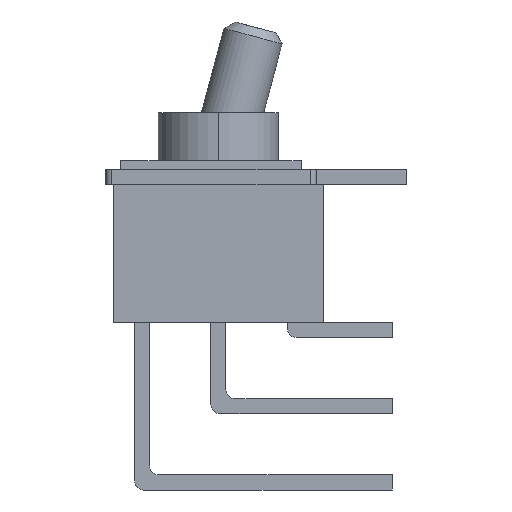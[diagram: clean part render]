
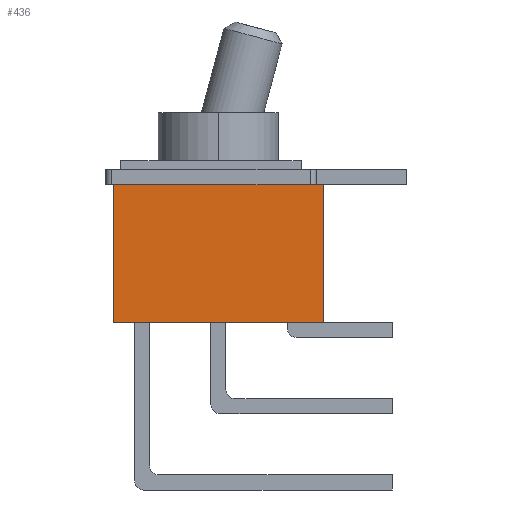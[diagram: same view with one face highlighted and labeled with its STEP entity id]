
A CAD part, left-side view. The second image highlights one B-rep face of the part: STEP entity #436.
In plain terms, the highlighted planar face has unit normal (-1, 0, 0).
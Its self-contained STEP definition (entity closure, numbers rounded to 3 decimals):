
#109 = VERTEX_POINT ( 'NONE', #2184 ) ;
#156 = EDGE_CURVE ( 'NONE', #109, #351, #894, .T. ) ;
#351 = VERTEX_POINT ( 'NONE', #494 ) ;
#391 = DIRECTION ( 'NONE',  ( 0., 1., 0. ) ) ;
#436 = ADVANCED_FACE ( 'NONE', ( #1927 ), #2485, .F. ) ;
#479 = EDGE_CURVE ( 'NONE', #679, #993, #3311, .T. ) ;
#482 = DIRECTION ( 'NONE',  ( 0., 0., 1. ) ) ;
#494 = CARTESIAN_POINT ( 'NONE',  ( 0., 3.272, -1.366 ) ) ;
#538 = ORIENTED_EDGE ( 'NONE', *, *, #156, .F. ) ;
#564 = EDGE_CURVE ( 'NONE', #993, #109, #1524, .T. ) ;
#574 = CARTESIAN_POINT ( 'NONE',  ( 0., 0., 0. ) ) ;
#640 = DIRECTION ( 'NONE',  ( 0., -1., 0. ) ) ;
#679 = VERTEX_POINT ( 'NONE', #2072 ) ;
#698 = VECTOR ( 'NONE', #1754, 1000. ) ;
#846 = VECTOR ( 'NONE', #482, 1000. ) ;
#894 = LINE ( 'NONE', #2783, #1711 ) ;
#993 = VERTEX_POINT ( 'NONE', #3400 ) ;
#1524 = LINE ( 'NONE', #2056, #698 ) ;
#1711 = VECTOR ( 'NONE', #391, 1000. ) ;
#1754 = DIRECTION ( 'NONE',  ( 0., 0., -1. ) ) ;
#1851 = ORIENTED_EDGE ( 'NONE', *, *, #2013, .F. ) ;
#1927 = FACE_OUTER_BOUND ( 'NONE', #2481, .T. ) ;
#1946 = DIRECTION ( 'NONE',  ( 0., 0., -1. ) ) ;
#2013 = EDGE_CURVE ( 'NONE', #351, #679, #3183, .T. ) ;
#2056 = CARTESIAN_POINT ( 'NONE',  ( 0., -3.728, 4.034 ) ) ;
#2064 = CARTESIAN_POINT ( 'NONE',  ( 0., 3.272, 4.034 ) ) ;
#2072 = CARTESIAN_POINT ( 'NONE',  ( 0., 3.272, 3.234 ) ) ;
#2111 = AXIS2_PLACEMENT_3D ( 'NONE', #574, #3292, #1946 ) ;
#2184 = CARTESIAN_POINT ( 'NONE',  ( 0., -3.728, -1.366 ) ) ;
#2255 = ORIENTED_EDGE ( 'NONE', *, *, #564, .F. ) ;
#2481 = EDGE_LOOP ( 'NONE', ( #3158, #1851, #538, #2255 ) ) ;
#2485 = PLANE ( 'NONE',  #2111 ) ;
#2783 = CARTESIAN_POINT ( 'NONE',  ( 0., 3.272, -1.366 ) ) ;
#3050 = CARTESIAN_POINT ( 'NONE',  ( 0., 3.272, 3.234 ) ) ;
#3158 = ORIENTED_EDGE ( 'NONE', *, *, #479, .F. ) ;
#3183 = LINE ( 'NONE', #2064, #846 ) ;
#3292 = DIRECTION ( 'NONE',  ( 1., 0., 0. ) ) ;
#3311 = LINE ( 'NONE', #3050, #3393 ) ;
#3393 = VECTOR ( 'NONE', #640, 1000. ) ;
#3400 = CARTESIAN_POINT ( 'NONE',  ( 0., -3.728, 3.234 ) ) ;
